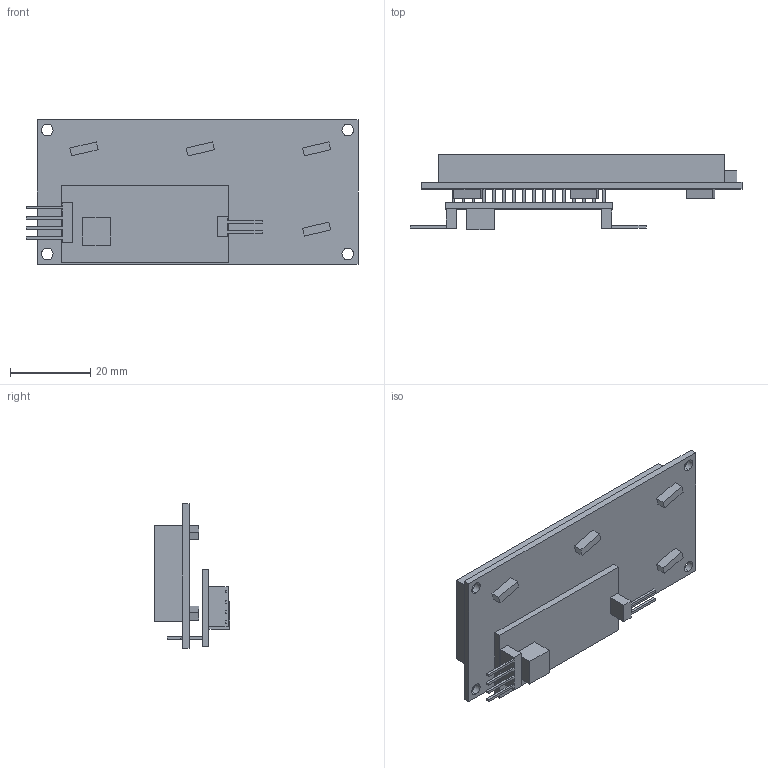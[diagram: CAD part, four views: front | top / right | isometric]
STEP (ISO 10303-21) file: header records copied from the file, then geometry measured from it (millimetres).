
FILE_DESCRIPTION (( 'STEP AP214' ), '1' );
FILE_NAME ('LCDmodule I2C.STEP', '2023-08-28T13:49:00', ( '' ), ( '' ), 'SwSTEP 2.0', 'SolidWorks 2022', '' );
FILE_SCHEMA (( 'AUTOMOTIVE_DESIGN' ));
Length unit declared in the file: millimetre
Products named in the file (1): LCDmodule I2C
Bounding box: 82.75 x 18.75 x 36 mm (x, y, z)
Volume: 18217.7 mm3; surface area: 10377.7 mm2
Topology: 2 solids, 2 shells, 339 faces, 812 edges, 520 vertices
Faces by surface type: plane 247, cylinder 84, torus 8
Entity records: 13158 total; most frequent: CARTESIAN_POINT 1864, ORIENTED_EDGE 1624, DIRECTION 1484, EDGE_CURVE 812, VECTOR 692, LINE 692, VERTEX_POINT 520, AXIS2_PLACEMENT_3D 396
